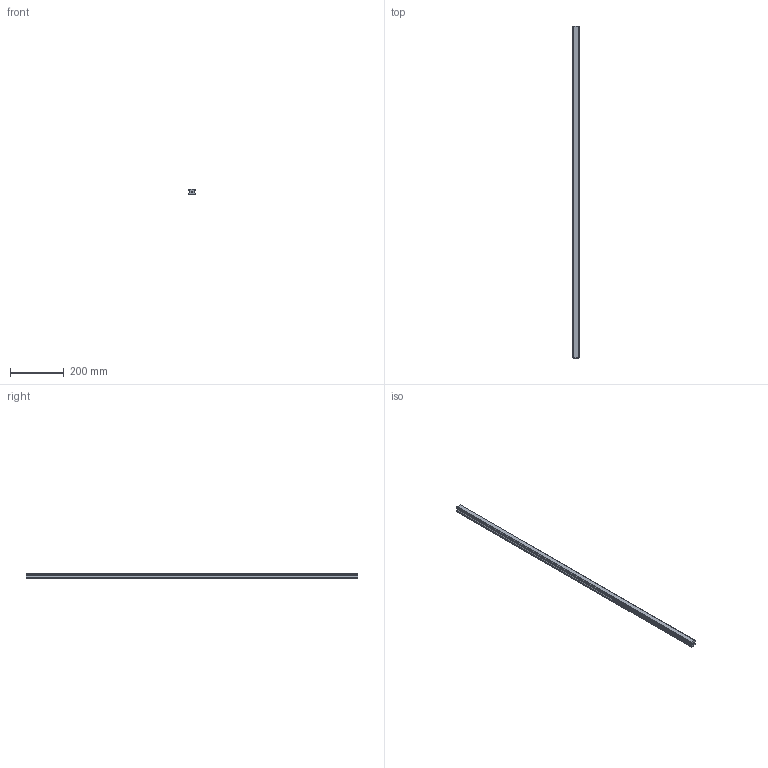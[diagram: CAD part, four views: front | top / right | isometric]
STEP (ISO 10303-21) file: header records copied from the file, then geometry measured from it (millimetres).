
FILE_DESCRIPTION(('STEP AP214'),'1');
FILE_NAME('cctmp_1E93FC16-8A00-465B-9A6D-2741822373EF_2021_01_25_11_56_41_0201..stp','2021-01-25T10:56:41',('HIWIN GmbH'),('CADClick - www.CADClick.com'),'Spatial InterOp 3D',' ','unknown authorization');
FILE_SCHEMA(('AUTOMOTIVE_DESIGN'));
Length unit declared in the file: millimetre
Products named in the file (1): HGR25T1240C_FILE
Bounding box: 23 x 1240 x 22 mm (x, y, z)
Volume: 536035.4 mm3; surface area: 118289.1 mm2
Topology: 1 solids, 1 shells, 258 faces, 777 edges, 483 vertices
Faces by surface type: plane 152, cylinder 64, cone 42
Entity records: 10575 total; most frequent: DIRECTION 1549, CARTESIAN_POINT 1477, ORIENTED_EDGE 1470, EDGE_CURVE 735, AXIS2_PLACEMENT_3D 555, VERTEX_POINT 483, LINE 439, VECTOR 439
